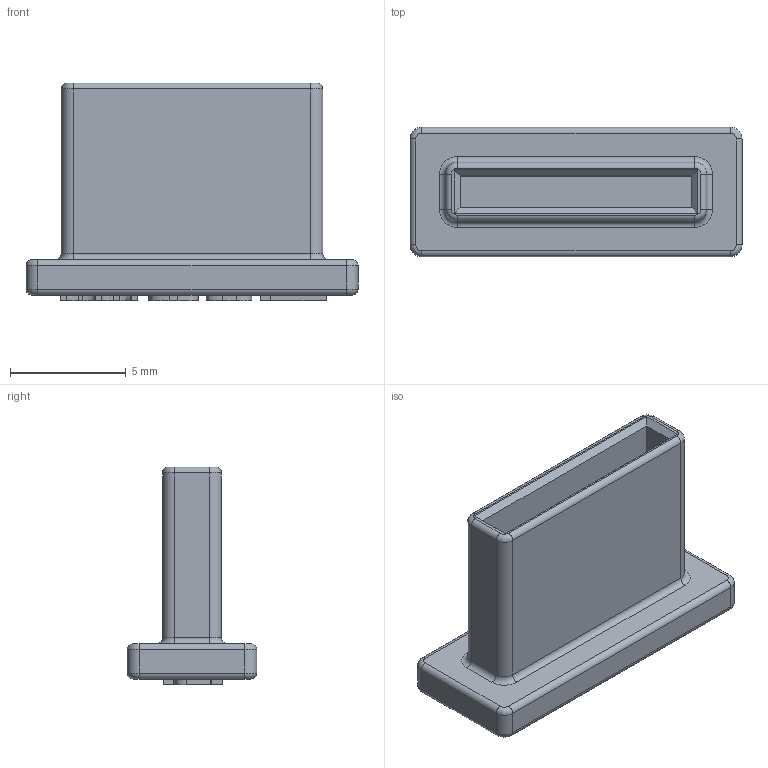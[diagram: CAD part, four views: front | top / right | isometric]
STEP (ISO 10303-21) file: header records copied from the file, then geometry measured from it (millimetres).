
FILE_DESCRIPTION (( 'STEP AP203' ), '1' );
FILE_NAME ('CAP-ESATA.STEP', '2011-06-23T17:42:20', ( 'x' ), ( 'Microsoft' ), 'SwSTEP 2.0', 'SolidWorks 2010', '' );
FILE_SCHEMA (( 'CONFIG_CONTROL_DESIGN' ));
Length unit declared in the file: inch
Products named in the file (1): CAP-ESATA
Bounding box: 14.33 x 5.59 x 9.4 mm (x, y, z)
Volume: 234.2 mm3; surface area: 591.1 mm2
Topology: 1 solids, 1 shells, 132 faces, 330 edges, 208 vertices
Faces by surface type: plane 68, cylinder 24, bspline 24, torus 16
Entity records: 4285 total; most frequent: CARTESIAN_POINT 1175, ORIENTED_EDGE 660, DIRECTION 564, EDGE_CURVE 330, VECTOR 218, LINE 218, VERTEX_POINT 208, AXIS2_PLACEMENT_3D 173
